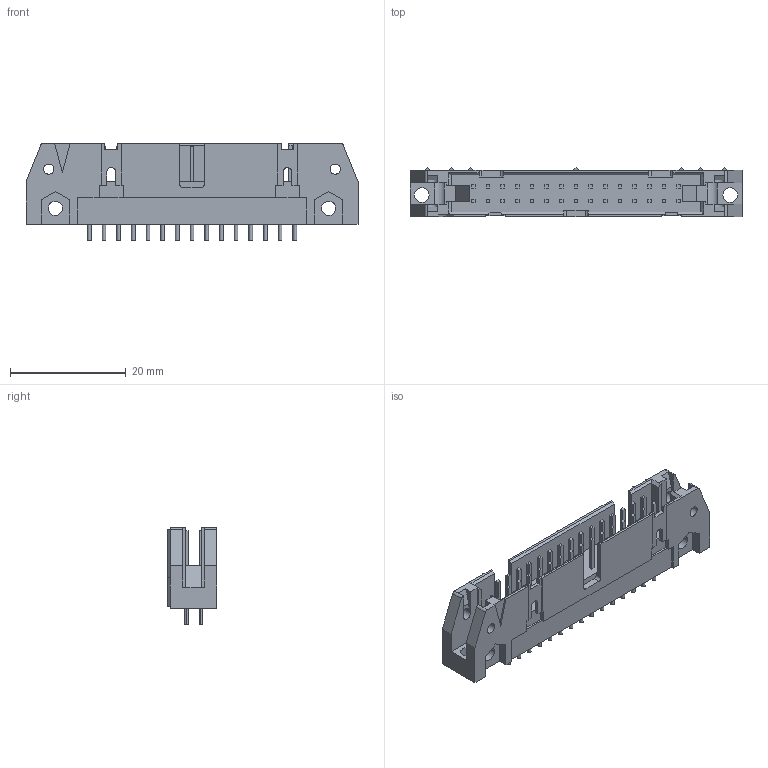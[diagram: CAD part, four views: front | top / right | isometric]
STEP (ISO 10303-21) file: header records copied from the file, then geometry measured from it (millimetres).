
FILE_DESCRIPTION((''),'2;1');
FILE_NAME('C-5102153-7','2019-01-29T06:49:34',('workeradm'),('TE Connectivity Ltd.'),'CREO PARAMETRIC BY PTC INC, 2018190','CREO PARAMETRIC BY PTC INC, 2018190','');
FILE_SCHEMA(('AUTOMOTIVE_DESIGN { 1 0 10303 214 1 1 1 1 }'));
Length unit declared in the file: millimetre
Products named in the file (1): C-5102153-7
Bounding box: 57.4 x 8.53 x 16.74 mm (x, y, z)
Volume: 3561 mm3; surface area: 4235.1 mm2
Topology: 1 solids, 1 shells, 432 faces, 1103 edges, 730 vertices
Faces by surface type: plane 344, cylinder 88
Entity records: 13031 total; most frequent: CARTESIAN_POINT 2267, ORIENTED_EDGE 2206, DIRECTION 2147, EDGE_CURVE 1103, VECTOR 923, LINE 923, VERTEX_POINT 730, AXIS2_PLACEMENT_3D 612
